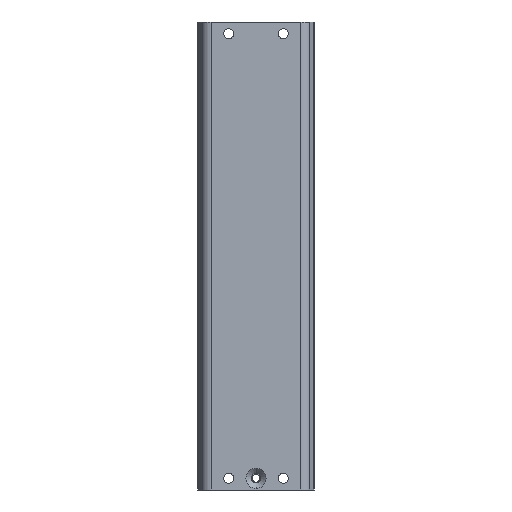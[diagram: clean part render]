
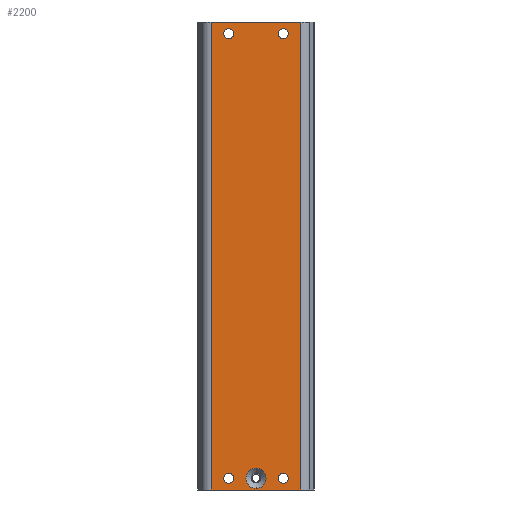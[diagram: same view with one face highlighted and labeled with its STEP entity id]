
A CAD part, left-side view. The second image highlights one B-rep face of the part: STEP entity #2200.
In plain terms, the highlighted planar face has unit normal (-1, 0, 0).
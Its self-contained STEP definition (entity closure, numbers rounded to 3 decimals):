
#39 = CARTESIAN_POINT ( 'NONE',  ( 0., 28.779, -300. ) ) ;
#171 = EDGE_CURVE ( 'NONE', #1129, #1968, #2213, .T. ) ;
#182 = AXIS2_PLACEMENT_3D ( 'NONE', #6028, #1075, #1994 ) ;
#332 = VECTOR ( 'NONE', #5235, 1000. ) ;
#335 = CARTESIAN_POINT ( 'NONE',  ( 0., 17.5, -295.7 ) ) ;
#472 = VERTEX_POINT ( 'NONE', #5325 ) ;
#536 = EDGE_CURVE ( 'NONE', #4167, #6270, #4586, .T. ) ;
#559 = ORIENTED_EDGE ( 'NONE', *, *, #1883, .T. ) ;
#565 = CARTESIAN_POINT ( 'NONE',  ( 0., -28.779, -300. ) ) ;
#570 = ORIENTED_EDGE ( 'NONE', *, *, #3902, .T. ) ;
#646 = DIRECTION ( 'NONE',  ( 0., 0., -1. ) ) ;
#680 = AXIS2_PLACEMENT_3D ( 'NONE', #1370, #5857, #4360 ) ;
#703 = ORIENTED_EDGE ( 'NONE', *, *, #870, .T. ) ;
#730 = DIRECTION ( 'NONE',  ( 1., 0., 0. ) ) ;
#761 = VECTOR ( 'NONE', #3598, 1000. ) ;
#822 = CARTESIAN_POINT ( 'NONE',  ( 0., -17.5, -292.5 ) ) ;
#830 = ORIENTED_EDGE ( 'NONE', *, *, #171, .F. ) ;
#835 = CARTESIAN_POINT ( 'NONE',  ( 0., 17.5, -10.7 ) ) ;
#870 = EDGE_CURVE ( 'NONE', #6019, #2497, #5719, .T. ) ;
#877 = DIRECTION ( 'NONE',  ( 0., 0., 1. ) ) ;
#925 = LINE ( 'NONE', #5326, #3430 ) ;
#939 = DIRECTION ( 'NONE',  ( 0., 0., -1. ) ) ;
#1026 = DIRECTION ( 'NONE',  ( -1., 0., 0. ) ) ;
#1045 = FACE_OUTER_BOUND ( 'NONE', #3914, .T. ) ;
#1075 = DIRECTION ( 'NONE',  ( -1., 0., 0. ) ) ;
#1129 = VERTEX_POINT ( 'NONE', #1363 ) ;
#1173 = AXIS2_PLACEMENT_3D ( 'NONE', #822, #5793, #877 ) ;
#1185 = VERTEX_POINT ( 'NONE', #335 ) ;
#1192 = DIRECTION ( 'NONE',  ( 0., 0., -1. ) ) ;
#1363 = CARTESIAN_POINT ( 'NONE',  ( 0., 0., -299. ) ) ;
#1370 = CARTESIAN_POINT ( 'NONE',  ( 0., 0., -292.5 ) ) ;
#1389 = EDGE_CURVE ( 'NONE', #2593, #6256, #5528, .T. ) ;
#1487 = ORIENTED_EDGE ( 'NONE', *, *, #6326, .T. ) ;
#1558 = DIRECTION ( 'NONE',  ( 1., 0., 0. ) ) ;
#1563 = AXIS2_PLACEMENT_3D ( 'NONE', #3874, #2805, #5824 ) ;
#1639 = VECTOR ( 'NONE', #2569, 1000. ) ;
#1684 = ORIENTED_EDGE ( 'NONE', *, *, #5622, .T. ) ;
#1883 = EDGE_CURVE ( 'NONE', #4656, #3727, #6368, .T. ) ;
#1948 = CARTESIAN_POINT ( 'NONE',  ( 0., -17.5, -295.7 ) ) ;
#1962 = CARTESIAN_POINT ( 'NONE',  ( 0., 0., -286. ) ) ;
#1968 = VERTEX_POINT ( 'NONE', #1962 ) ;
#1994 = DIRECTION ( 'NONE',  ( 0., 0., 1. ) ) ;
#2024 = FACE_BOUND ( 'NONE', #3372, .T. ) ;
#2057 = EDGE_CURVE ( 'NONE', #1968, #1129, #3490, .T. ) ;
#2147 = VERTEX_POINT ( 'NONE', #565 ) ;
#2200 = ADVANCED_FACE ( 'NONE', ( #3971, #4456, #2024, #5474, #5539, #1045 ), #5507, .T. ) ;
#2213 = CIRCLE ( 'NONE', #2525, 6.5 ) ;
#2234 = CARTESIAN_POINT ( 'NONE',  ( 0., -28.779, -300. ) ) ;
#2275 = DIRECTION ( 'NONE',  ( 1., 0., 0. ) ) ;
#2285 = ORIENTED_EDGE ( 'NONE', *, *, #3984, .T. ) ;
#2299 = CARTESIAN_POINT ( 'NONE',  ( 0., -28.779, 0. ) ) ;
#2347 = AXIS2_PLACEMENT_3D ( 'NONE', #4746, #730, #4266 ) ;
#2383 = EDGE_CURVE ( 'NONE', #472, #1185, #5118, .T. ) ;
#2497 = VERTEX_POINT ( 'NONE', #3053 ) ;
#2525 = AXIS2_PLACEMENT_3D ( 'NONE', #6012, #1026, #5938 ) ;
#2569 = DIRECTION ( 'NONE',  ( 0., -1., 0. ) ) ;
#2579 = AXIS2_PLACEMENT_3D ( 'NONE', #4442, #5403, #5980 ) ;
#2586 = CARTESIAN_POINT ( 'NONE',  ( 0., 28.779, 0. ) ) ;
#2593 = VERTEX_POINT ( 'NONE', #4048 ) ;
#2716 = ORIENTED_EDGE ( 'NONE', *, *, #2057, .F. ) ;
#2728 = CARTESIAN_POINT ( 'NONE',  ( 0., 17.5, -7.5 ) ) ;
#2805 = DIRECTION ( 'NONE',  ( 1., 0., 0. ) ) ;
#2916 = ORIENTED_EDGE ( 'NONE', *, *, #5022, .T. ) ;
#2954 = AXIS2_PLACEMENT_3D ( 'NONE', #4785, #5623, #3314 ) ;
#2999 = AXIS2_PLACEMENT_3D ( 'NONE', #5075, #1558, #646 ) ;
#3053 = CARTESIAN_POINT ( 'NONE',  ( 0., -17.5, -289.3 ) ) ;
#3174 = AXIS2_PLACEMENT_3D ( 'NONE', #6307, #5880, #939 ) ;
#3314 = DIRECTION ( 'NONE',  ( 0., 0., -1. ) ) ;
#3372 = EDGE_LOOP ( 'NONE', ( #2916, #4981 ) ) ;
#3430 = VECTOR ( 'NONE', #6260, 1000. ) ;
#3453 = LINE ( 'NONE', #39, #1639 ) ;
#3490 = CIRCLE ( 'NONE', #680, 6.5 ) ;
#3508 = AXIS2_PLACEMENT_3D ( 'NONE', #2728, #2275, #1192 ) ;
#3536 = CIRCLE ( 'NONE', #1563, 3.2 ) ;
#3579 = CARTESIAN_POINT ( 'NONE',  ( 0., -17.5, -4.3 ) ) ;
#3598 = DIRECTION ( 'NONE',  ( 0., -1., 0. ) ) ;
#3626 = EDGE_CURVE ( 'NONE', #6256, #2593, #6168, .T. ) ;
#3627 = EDGE_LOOP ( 'NONE', ( #5105, #5992 ) ) ;
#3727 = VERTEX_POINT ( 'NONE', #4282 ) ;
#3874 = CARTESIAN_POINT ( 'NONE',  ( 0., -17.5, -7.5 ) ) ;
#3902 = EDGE_CURVE ( 'NONE', #2497, #6019, #6077, .T. ) ;
#3914 = EDGE_LOOP ( 'NONE', ( #5081, #5007, #2285, #1487 ) ) ;
#3971 = FACE_BOUND ( 'NONE', #4393, .T. ) ;
#3984 = EDGE_CURVE ( 'NONE', #4366, #2147, #3453, .T. ) ;
#4048 = CARTESIAN_POINT ( 'NONE',  ( 0., 17.5, -4.3 ) ) ;
#4167 = VERTEX_POINT ( 'NONE', #5828 ) ;
#4266 = DIRECTION ( 'NONE',  ( 0., 0., -1. ) ) ;
#4282 = CARTESIAN_POINT ( 'NONE',  ( 0., -17.5, -10.7 ) ) ;
#4360 = DIRECTION ( 'NONE',  ( 0., 0., 1. ) ) ;
#4366 = VERTEX_POINT ( 'NONE', #6030 ) ;
#4393 = EDGE_LOOP ( 'NONE', ( #2716, #830 ) ) ;
#4442 = CARTESIAN_POINT ( 'NONE',  ( 0., -17.5, -292.5 ) ) ;
#4456 = FACE_BOUND ( 'NONE', #5530, .T. ) ;
#4586 = LINE ( 'NONE', #2586, #761 ) ;
#4656 = VERTEX_POINT ( 'NONE', #3579 ) ;
#4746 = CARTESIAN_POINT ( 'NONE',  ( 0., -17.5, -7.5 ) ) ;
#4785 = CARTESIAN_POINT ( 'NONE',  ( 0., 17.5, -7.5 ) ) ;
#4883 = EDGE_LOOP ( 'NONE', ( #1684, #559 ) ) ;
#4981 = ORIENTED_EDGE ( 'NONE', *, *, #2383, .T. ) ;
#5007 = ORIENTED_EDGE ( 'NONE', *, *, #5183, .F. ) ;
#5022 = EDGE_CURVE ( 'NONE', #1185, #472, #6189, .T. ) ;
#5075 = CARTESIAN_POINT ( 'NONE',  ( 0., 17.5, -292.5 ) ) ;
#5081 = ORIENTED_EDGE ( 'NONE', *, *, #536, .F. ) ;
#5105 = ORIENTED_EDGE ( 'NONE', *, *, #3626, .T. ) ;
#5118 = CIRCLE ( 'NONE', #3174, 3.2 ) ;
#5183 = EDGE_CURVE ( 'NONE', #4366, #4167, #925, .T. ) ;
#5235 = DIRECTION ( 'NONE',  ( 0., 0., 1. ) ) ;
#5325 = CARTESIAN_POINT ( 'NONE',  ( 0., 17.5, -289.3 ) ) ;
#5326 = CARTESIAN_POINT ( 'NONE',  ( 0., 28.779, -300. ) ) ;
#5403 = DIRECTION ( 'NONE',  ( 1., 0., 0. ) ) ;
#5474 = FACE_BOUND ( 'NONE', #3627, .T. ) ;
#5507 = PLANE ( 'NONE',  #182 ) ;
#5528 = CIRCLE ( 'NONE', #2954, 3.2 ) ;
#5530 = EDGE_LOOP ( 'NONE', ( #703, #570 ) ) ;
#5539 = FACE_BOUND ( 'NONE', #4883, .T. ) ;
#5622 = EDGE_CURVE ( 'NONE', #3727, #4656, #3536, .T. ) ;
#5623 = DIRECTION ( 'NONE',  ( 1., 0., 0. ) ) ;
#5712 = LINE ( 'NONE', #2234, #332 ) ;
#5719 = CIRCLE ( 'NONE', #1173, 3.2 ) ;
#5793 = DIRECTION ( 'NONE',  ( 1., 0., 0. ) ) ;
#5824 = DIRECTION ( 'NONE',  ( 0., 0., -1. ) ) ;
#5828 = CARTESIAN_POINT ( 'NONE',  ( 0., 28.779, 0. ) ) ;
#5857 = DIRECTION ( 'NONE',  ( -1., 0., 0. ) ) ;
#5880 = DIRECTION ( 'NONE',  ( 1., 0., 0. ) ) ;
#5938 = DIRECTION ( 'NONE',  ( 0., 0., 1. ) ) ;
#5980 = DIRECTION ( 'NONE',  ( 0., 0., 1. ) ) ;
#5992 = ORIENTED_EDGE ( 'NONE', *, *, #1389, .T. ) ;
#6012 = CARTESIAN_POINT ( 'NONE',  ( 0., 0., -292.5 ) ) ;
#6019 = VERTEX_POINT ( 'NONE', #1948 ) ;
#6028 = CARTESIAN_POINT ( 'NONE',  ( 0., 28.779, -300. ) ) ;
#6030 = CARTESIAN_POINT ( 'NONE',  ( 0., 28.779, -300. ) ) ;
#6077 = CIRCLE ( 'NONE', #2579, 3.2 ) ;
#6168 = CIRCLE ( 'NONE', #3508, 3.2 ) ;
#6189 = CIRCLE ( 'NONE', #2999, 3.2 ) ;
#6256 = VERTEX_POINT ( 'NONE', #835 ) ;
#6260 = DIRECTION ( 'NONE',  ( 0., 0., 1. ) ) ;
#6270 = VERTEX_POINT ( 'NONE', #2299 ) ;
#6307 = CARTESIAN_POINT ( 'NONE',  ( 0., 17.5, -292.5 ) ) ;
#6326 = EDGE_CURVE ( 'NONE', #2147, #6270, #5712, .T. ) ;
#6368 = CIRCLE ( 'NONE', #2347, 3.2 ) ;
